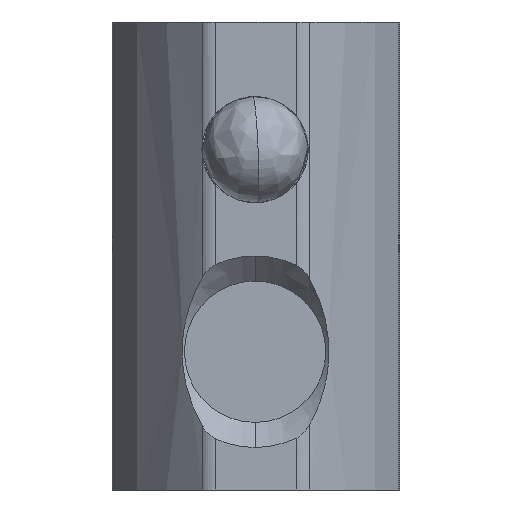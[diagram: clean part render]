
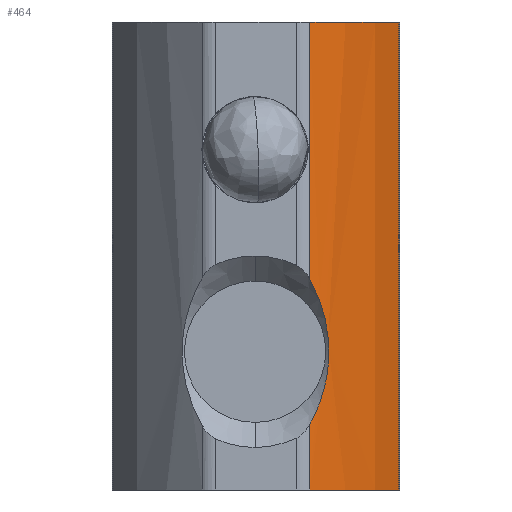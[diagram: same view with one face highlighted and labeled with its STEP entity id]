
A CAD part, front view. The second image highlights one B-rep face of the part: STEP entity #464.
In plain terms, the highlighted cylindrical face has radius 15 mm (diameter 30 mm), a partial arc.
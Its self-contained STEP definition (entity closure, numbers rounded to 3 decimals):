
#56 = CARTESIAN_POINT ( 'NONE',  ( 3.448, -6.187, -0.598 ) ) ;
#75 = CARTESIAN_POINT ( 'NONE',  ( 2.576, -6.97, -3.405 ) ) ;
#90 = CARTESIAN_POINT ( 'NONE',  ( 3.234, -6.391, -1.779 ) ) ;
#106 = EDGE_CURVE ( 'NONE', #2083, #1014, #1527, .T. ) ;
#108 = CARTESIAN_POINT ( 'NONE',  ( 3.222, -6.402, 1.823 ) ) ;
#316 = CARTESIAN_POINT ( 'NONE',  ( 3.194, -6.428, 1.924 ) ) ;
#380 = CARTESIAN_POINT ( 'NONE',  ( 3.159, -6.461, 2.043 ) ) ;
#464 = ADVANCED_FACE ( 'NONE', ( #3324 ), #471, .T. ) ;
#471 = CYLINDRICAL_SURFACE ( 'NONE', #1764, 15. ) ;
#591 = DIRECTION ( 'NONE',  ( 0., 0., 1. ) ) ;
#602 = B_SPLINE_CURVE_WITH_KNOTS ( 'NONE', 3,
 ( #901, #2924, #1956, #2709, #2973, #1923, #380, #316, #2144, #1349, #108, #1415, #2457, #1906, #56, #1366, #835, #2939, #1099, #1891, #2409, #1646, #90, #603, #2911, #75 ),
 .UNSPECIFIED., .F., .F.,
 ( 4, 2, 2, 1, 1, 2, 2, 2, 2, 2, 1, 1, 2, 2, 4 ),
 ( 0., 0.125, 0.187, 0.219, 0.234, 0.242, 0.25, 0.5, 0.625, 0.687, 0.719, 0.734, 0.742, 0.75, 1. ),
 .UNSPECIFIED. ) ;
#603 = CARTESIAN_POINT ( 'NONE',  ( 3.081, -6.533, -2.346 ) ) ;
#652 = VECTOR ( 'NONE', #591, 1000. ) ;
#756 = AXIS2_PLACEMENT_3D ( 'NONE', #2074, #1513, #1752 ) ;
#835 = CARTESIAN_POINT ( 'NONE',  ( 3.364, -6.268, -1.197 ) ) ;
#850 = EDGE_CURVE ( 'NONE', #3170, #2949, #602, .T. ) ;
#901 = CARTESIAN_POINT ( 'NONE',  ( 2.576, -6.97, 3.405 ) ) ;
#931 = VERTEX_POINT ( 'NONE', #1744 ) ;
#1014 = VERTEX_POINT ( 'NONE', #2604 ) ;
#1099 = CARTESIAN_POINT ( 'NONE',  ( 3.295, -6.333, -1.534 ) ) ;
#1167 = EDGE_CURVE ( 'NONE', #2949, #931, #3348, .T. ) ;
#1169 = ORIENTED_EDGE ( 'NONE', *, *, #1652, .T. ) ;
#1212 = DIRECTION ( 'NONE',  ( 1., 0., 0. ) ) ;
#1349 = CARTESIAN_POINT ( 'NONE',  ( 3.218, -6.406, 1.839 ) ) ;
#1366 = CARTESIAN_POINT ( 'NONE',  ( 3.389, -6.244, -1.047 ) ) ;
#1398 = VECTOR ( 'NONE', #2185, 1000. ) ;
#1415 = CARTESIAN_POINT ( 'NONE',  ( 3.389, -6.246, 1.206 ) ) ;
#1513 = DIRECTION ( 'NONE',  ( 0., 0., -1. ) ) ;
#1514 = DIRECTION ( 'NONE',  ( 1., 0., 0. ) ) ;
#1518 = DIRECTION ( 'NONE',  ( 0., 0., -1. ) ) ;
#1527 = CIRCLE ( 'NONE', #756, 15. ) ;
#1645 = CARTESIAN_POINT ( 'NONE',  ( 2.576, -6.97, -6.5 ) ) ;
#1646 = CARTESIAN_POINT ( 'NONE',  ( 3.239, -6.386, -1.758 ) ) ;
#1652 = EDGE_CURVE ( 'NONE', #2868, #2083, #2460, .T. ) ;
#1707 = EDGE_CURVE ( 'NONE', #931, #2868, #3294, .T. ) ;
#1744 = CARTESIAN_POINT ( 'NONE',  ( 2.576, -6.97, -6.5 ) ) ;
#1752 = DIRECTION ( 'NONE',  ( 1., 0., 0. ) ) ;
#1764 = AXIS2_PLACEMENT_3D ( 'NONE', #1771, #2808, #1514 ) ;
#1771 = CARTESIAN_POINT ( 'NONE',  ( -7.002, 4.574, -6.5 ) ) ;
#1863 = AXIS2_PLACEMENT_3D ( 'NONE', #3006, #3299, #1212 ) ;
#1874 = LINE ( 'NONE', #1645, #1398 ) ;
#1891 = CARTESIAN_POINT ( 'NONE',  ( 3.263, -6.363, -1.665 ) ) ;
#1906 = CARTESIAN_POINT ( 'NONE',  ( 3.468, -6.168, -0.298 ) ) ;
#1923 = CARTESIAN_POINT ( 'NONE',  ( 3.126, -6.49, 2.145 ) ) ;
#1956 = CARTESIAN_POINT ( 'NONE',  ( 2.846, -6.741, 2.882 ) ) ;
#1965 = EDGE_CURVE ( 'NONE', #1014, #3170, #1874, .T. ) ;
#1989 = ORIENTED_EDGE ( 'NONE', *, *, #1167, .T. ) ;
#2047 = ORIENTED_EDGE ( 'NONE', *, *, #106, .T. ) ;
#2074 = CARTESIAN_POINT ( 'NONE',  ( -7.002, 4.574, 15.5 ) ) ;
#2083 = VERTEX_POINT ( 'NONE', #2364 ) ;
#2144 = CARTESIAN_POINT ( 'NONE',  ( 3.208, -6.415, 1.873 ) ) ;
#2185 = DIRECTION ( 'NONE',  ( 0., 0., -1. ) ) ;
#2364 = CARTESIAN_POINT ( 'NONE',  ( 6.75, -1.416, 15.5 ) ) ;
#2409 = CARTESIAN_POINT ( 'NONE',  ( 3.249, -6.377, -1.721 ) ) ;
#2457 = CARTESIAN_POINT ( 'NONE',  ( 3.467, -6.168, 0.603 ) ) ;
#2460 = LINE ( 'NONE', #2927, #652 ) ;
#2549 = CARTESIAN_POINT ( 'NONE',  ( 2.576, -6.97, 3.405 ) ) ;
#2604 = CARTESIAN_POINT ( 'NONE',  ( 2.576, -6.97, 15.5 ) ) ;
#2674 = ORIENTED_EDGE ( 'NONE', *, *, #1965, .T. ) ;
#2694 = VECTOR ( 'NONE', #1518, 1000. ) ;
#2701 = ORIENTED_EDGE ( 'NONE', *, *, #850, .T. ) ;
#2709 = CARTESIAN_POINT ( 'NONE',  ( 3.008, -6.597, 2.482 ) ) ;
#2808 = DIRECTION ( 'NONE',  ( 0., 0., 1. ) ) ;
#2830 = EDGE_LOOP ( 'NONE', ( #2047, #2674, #2701, #1989, #3154, #1169 ) ) ;
#2849 = CARTESIAN_POINT ( 'NONE',  ( 2.576, -6.97, -6.5 ) ) ;
#2868 = VERTEX_POINT ( 'NONE', #3251 ) ;
#2911 = CARTESIAN_POINT ( 'NONE',  ( 2.867, -6.729, -2.883 ) ) ;
#2924 = CARTESIAN_POINT ( 'NONE',  ( 2.721, -6.85, 3.145 ) ) ;
#2927 = CARTESIAN_POINT ( 'NONE',  ( 6.75, -1.416, -6.5 ) ) ;
#2939 = CARTESIAN_POINT ( 'NONE',  ( 3.319, -6.31, -1.422 ) ) ;
#2949 = VERTEX_POINT ( 'NONE', #3093 ) ;
#2973 = CARTESIAN_POINT ( 'NONE',  ( 3.058, -6.552, 2.348 ) ) ;
#3006 = CARTESIAN_POINT ( 'NONE',  ( -7.002, 4.574, -6.5 ) ) ;
#3093 = CARTESIAN_POINT ( 'NONE',  ( 2.576, -6.97, -3.405 ) ) ;
#3154 = ORIENTED_EDGE ( 'NONE', *, *, #1707, .T. ) ;
#3170 = VERTEX_POINT ( 'NONE', #2549 ) ;
#3251 = CARTESIAN_POINT ( 'NONE',  ( 6.75, -1.416, -6.5 ) ) ;
#3294 = CIRCLE ( 'NONE', #1863, 15. ) ;
#3299 = DIRECTION ( 'NONE',  ( 0., 0., 1. ) ) ;
#3324 = FACE_OUTER_BOUND ( 'NONE', #2830, .T. ) ;
#3348 = LINE ( 'NONE', #2849, #2694 ) ;
